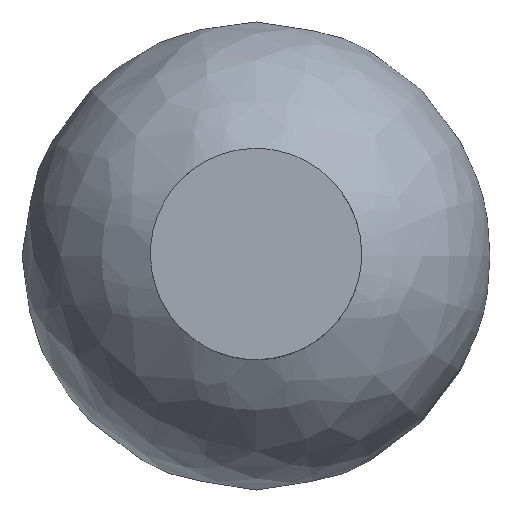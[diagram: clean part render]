
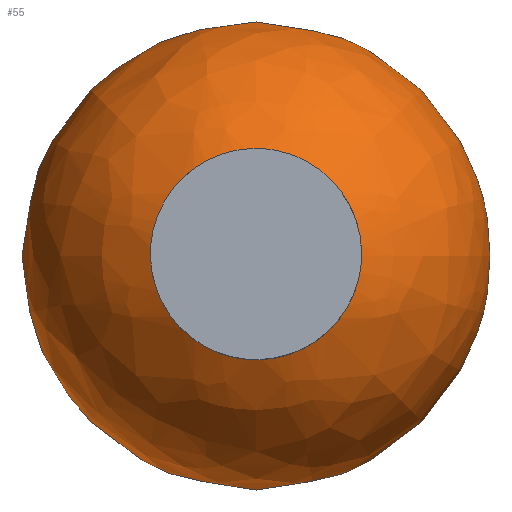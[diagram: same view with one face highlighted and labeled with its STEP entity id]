
A CAD part, top view. The second image highlights one B-rep face of the part: STEP entity #55.
In plain terms, the highlighted free-form (B-spline) face has degree [2, 2] with [9, 5] control points.
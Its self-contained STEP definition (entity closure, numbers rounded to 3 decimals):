
#55=ADVANCED_FACE('',(#68),#183,.T.);
#68=FACE_OUTER_BOUND('',#81,.T.);
#81=EDGE_LOOP('',(#103,#104,#105,#106));
#103=ORIENTED_EDGE('',*,*,#138,.F.);
#104=ORIENTED_EDGE('',*,*,#139,.T.);
#105=ORIENTED_EDGE('',*,*,#138,.T.);
#106=ORIENTED_EDGE('',*,*,#140,.F.);
#138=EDGE_CURVE('',#172,#171,#154,.T.);
#139=EDGE_CURVE('',#172,#172,#155,.T.);
#140=EDGE_CURVE('',#171,#171,#156,.T.);
#154=(
BOUNDED_CURVE()
B_SPLINE_CURVE(2,(#455,#456,#457,#458,#459),.UNSPECIFIED.,.F.,.F.)
B_SPLINE_CURVE_WITH_KNOTS((3,2,3),(-509.797,-376.206,
-242.615),.UNSPECIFIED.)
CURVE()
GEOMETRIC_REPRESENTATION_ITEM()
RATIONAL_B_SPLINE_CURVE((1.,0.865,1.,0.865,1.))
REPRESENTATION_ITEM('')
);
#155=(
BOUNDED_CURVE()
B_SPLINE_CURVE(2,(#460,#461,#462,#463,#464,#465,#466,#467,#468),
 .UNSPECIFIED.,.T.,.F.)
B_SPLINE_CURVE_WITH_KNOTS((3,2,2,2,3),(0.,199.223,398.447,
597.67,796.893),.UNSPECIFIED.)
CURVE()
GEOMETRIC_REPRESENTATION_ITEM()
RATIONAL_B_SPLINE_CURVE((1.,0.707,1.,0.707,1.,0.707,
1.,0.707,1.))
REPRESENTATION_ITEM('')
);
#156=(
BOUNDED_CURVE()
B_SPLINE_CURVE(2,(#469,#470,#471,#472,#473,#474,#475,#476,#477),
 .UNSPECIFIED.,.T.,.F.)
B_SPLINE_CURVE_WITH_KNOTS((3,2,2,2,3),(0.,199.223,398.447,
597.67,796.893),.UNSPECIFIED.)
CURVE()
GEOMETRIC_REPRESENTATION_ITEM()
RATIONAL_B_SPLINE_CURVE((1.,0.707,1.,0.707,1.,0.707,
1.,0.707,1.))
REPRESENTATION_ITEM('')
);
#171=VERTEX_POINT('',#431);
#172=VERTEX_POINT('',#432);
#183=(
BOUNDED_SURFACE()
B_SPLINE_SURFACE(2,2,((#301,#302,#303,#304,#305),(#306,#307,#308,#309,#310),
(#311,#312,#313,#314,#315),(#316,#317,#318,#319,#320),(#321,#322,#323,#324,
#325),(#326,#327,#328,#329,#330),(#331,#332,#333,#334,#335),(#336,#337,
#338,#339,#340),(#341,#342,#343,#344,#345)),.UNSPECIFIED.,.T.,.F.,.F.)
B_SPLINE_SURFACE_WITH_KNOTS((3,2,2,2,3),(3,2,3),(0.,199.223,398.447,
597.67,796.893),(-509.797,-376.206,
-242.615),.UNSPECIFIED.)
GEOMETRIC_REPRESENTATION_ITEM()
RATIONAL_B_SPLINE_SURFACE(((1.,0.865,1.,0.865,1.),
(0.707,0.611,0.707,0.611,
0.707),(1.,0.865,1.,0.865,1.),(0.707,
0.611,0.707,0.611,0.707),
(1.,0.865,1.,0.865,1.),(0.707,0.611,
0.707,0.611,0.707),(1.,0.865,
1.,0.865,1.),(0.707,0.611,0.707,
0.611,0.707),(1.,0.865,1.,0.865,
1.)))
REPRESENTATION_ITEM('')
SURFACE()
);
#301=CARTESIAN_POINT('',(56.419,0.,220.1));
#302=CARTESIAN_POINT('',(122.464,0.,187.299));
#303=CARTESIAN_POINT('',(126.636,0.,113.675));
#304=CARTESIAN_POINT('',(130.807,0.,40.051));
#305=CARTESIAN_POINT('',(68.89,0.,0.));
#306=CARTESIAN_POINT('',(56.419,-56.419,220.1));
#307=CARTESIAN_POINT('',(122.464,-122.464,187.299));
#308=CARTESIAN_POINT('',(126.636,-126.636,113.675));
#309=CARTESIAN_POINT('',(130.807,-130.807,40.051));
#310=CARTESIAN_POINT('',(68.89,-68.89,0.));
#311=CARTESIAN_POINT('',(0.,-56.419,220.1));
#312=CARTESIAN_POINT('',(0.,-122.464,187.299));
#313=CARTESIAN_POINT('',(0.,-126.636,113.675));
#314=CARTESIAN_POINT('',(0.,-130.807,40.051));
#315=CARTESIAN_POINT('',(0.,-68.89,0.));
#316=CARTESIAN_POINT('',(-56.419,-56.419,220.1));
#317=CARTESIAN_POINT('',(-122.464,-122.464,187.299));
#318=CARTESIAN_POINT('',(-126.636,-126.636,113.675));
#319=CARTESIAN_POINT('',(-130.807,-130.807,40.051));
#320=CARTESIAN_POINT('',(-68.89,-68.89,0.));
#321=CARTESIAN_POINT('',(-56.419,0.,220.1));
#322=CARTESIAN_POINT('',(-122.464,0.,187.299));
#323=CARTESIAN_POINT('',(-126.636,0.,113.675));
#324=CARTESIAN_POINT('',(-130.807,0.,40.051));
#325=CARTESIAN_POINT('',(-68.89,0.,0.));
#326=CARTESIAN_POINT('',(-56.419,56.419,220.1));
#327=CARTESIAN_POINT('',(-122.464,122.464,187.299));
#328=CARTESIAN_POINT('',(-126.636,126.636,113.675));
#329=CARTESIAN_POINT('',(-130.807,130.807,40.051));
#330=CARTESIAN_POINT('',(-68.89,68.89,0.));
#331=CARTESIAN_POINT('',(0.,56.419,220.1));
#332=CARTESIAN_POINT('',(0.,122.464,187.299));
#333=CARTESIAN_POINT('',(0.,126.636,113.675));
#334=CARTESIAN_POINT('',(0.,130.807,40.051));
#335=CARTESIAN_POINT('',(0.,68.89,0.));
#336=CARTESIAN_POINT('',(56.419,56.419,220.1));
#337=CARTESIAN_POINT('',(122.464,122.464,187.299));
#338=CARTESIAN_POINT('',(126.636,126.636,113.675));
#339=CARTESIAN_POINT('',(130.807,130.807,40.051));
#340=CARTESIAN_POINT('',(68.89,68.89,0.));
#341=CARTESIAN_POINT('',(56.419,0.,220.1));
#342=CARTESIAN_POINT('',(122.464,0.,187.299));
#343=CARTESIAN_POINT('',(126.636,0.,113.675));
#344=CARTESIAN_POINT('',(130.807,0.,40.051));
#345=CARTESIAN_POINT('',(68.89,0.,0.));
#431=CARTESIAN_POINT('',(68.89,0.,0.));
#432=CARTESIAN_POINT('',(56.419,0.,220.1));
#455=CARTESIAN_POINT('',(56.419,0.,220.1));
#456=CARTESIAN_POINT('',(122.464,0.,187.299));
#457=CARTESIAN_POINT('',(126.636,0.,113.675));
#458=CARTESIAN_POINT('',(130.807,0.,40.051));
#459=CARTESIAN_POINT('',(68.89,0.,0.));
#460=CARTESIAN_POINT('',(56.419,0.,220.1));
#461=CARTESIAN_POINT('',(56.419,-56.419,220.1));
#462=CARTESIAN_POINT('',(0.,-56.419,220.1));
#463=CARTESIAN_POINT('',(-56.419,-56.419,220.1));
#464=CARTESIAN_POINT('',(-56.419,0.,220.1));
#465=CARTESIAN_POINT('',(-56.419,56.419,220.1));
#466=CARTESIAN_POINT('',(0.,56.419,220.1));
#467=CARTESIAN_POINT('',(56.419,56.419,220.1));
#468=CARTESIAN_POINT('',(56.419,0.,220.1));
#469=CARTESIAN_POINT('',(68.89,0.,0.));
#470=CARTESIAN_POINT('',(68.89,-68.89,0.));
#471=CARTESIAN_POINT('',(0.,-68.89,0.));
#472=CARTESIAN_POINT('',(-68.89,-68.89,0.));
#473=CARTESIAN_POINT('',(-68.89,0.,0.));
#474=CARTESIAN_POINT('',(-68.89,68.89,0.));
#475=CARTESIAN_POINT('',(0.,68.89,0.));
#476=CARTESIAN_POINT('',(68.89,68.89,0.));
#477=CARTESIAN_POINT('',(68.89,0.,0.));
